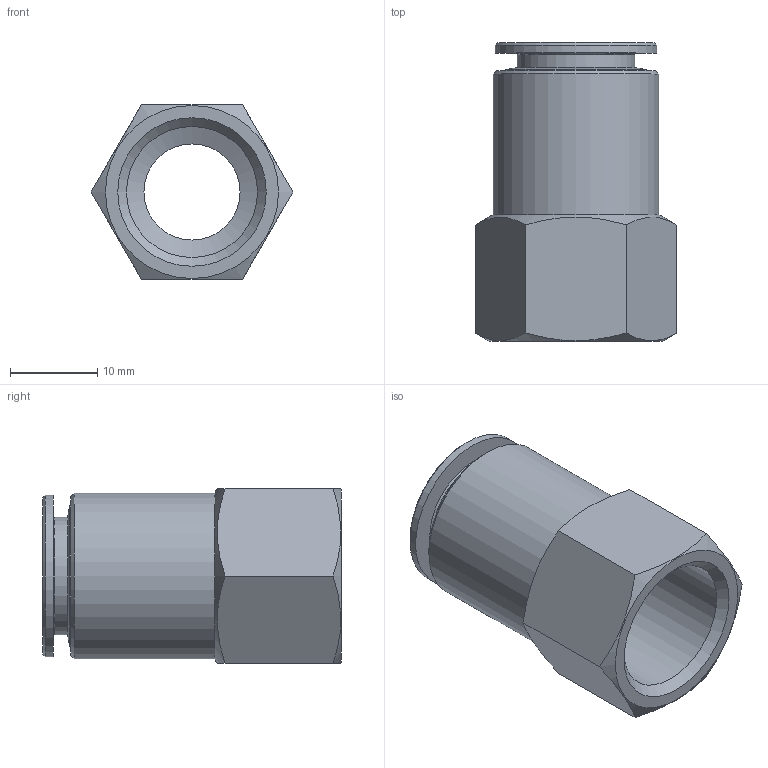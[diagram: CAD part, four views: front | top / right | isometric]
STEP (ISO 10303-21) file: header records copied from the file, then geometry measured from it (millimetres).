
FILE_DESCRIPTION( ( 'STEP AP214' ), '1' );
FILE_NAME( 'psolqas_3196_6.stp', '2020-12-01T17:09:05', ( 'License CC BY-ND 4.0' ), ( 'CADENAS' ), ' ', 'PARTsolutions', ' ' );
FILE_SCHEMA( ( 'AUTOMOTIVE_DESIGN { 1 0 10303 214 1 1 1 1 }' ) );
Length unit declared in the file: metre
Products named in the file (1): Rivoluzione1
Bounding box: 23.09 x 34.2 x 20 mm (x, y, z)
Volume: 5614.2 mm3; surface area: 4138.5 mm2
Topology: 1 solids, 1 shells, 28 faces, 64 edges, 40 vertices
Faces by surface type: cone 10, plane 10, cylinder 7, torus 1
Full cylindrical faces by diameter (mm): 11 x1, 12.15 x1, 13.5 x1, 15 x1, 16.25 x1, 18.5 x1, 19 x1
Entity records: 976 total; most frequent: CARTESIAN_POINT 205, DIRECTION 106, ORIENTED_EDGE 86, AXIS2_PLACEMENT_3D 50, EDGE_LOOP 50, EDGE_CURVE 43, VERTEX_POINT 37, FACE_OUTER_BOUND 36
